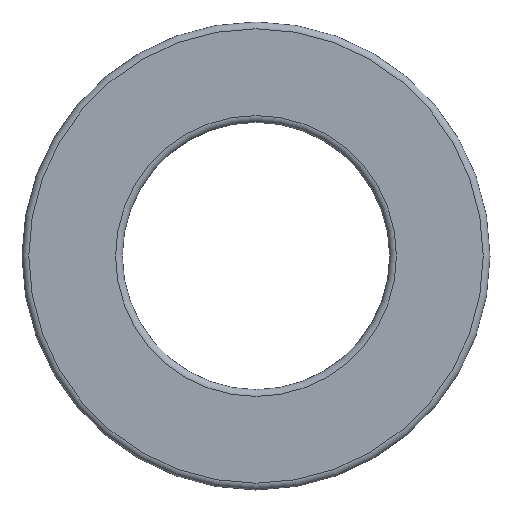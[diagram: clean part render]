
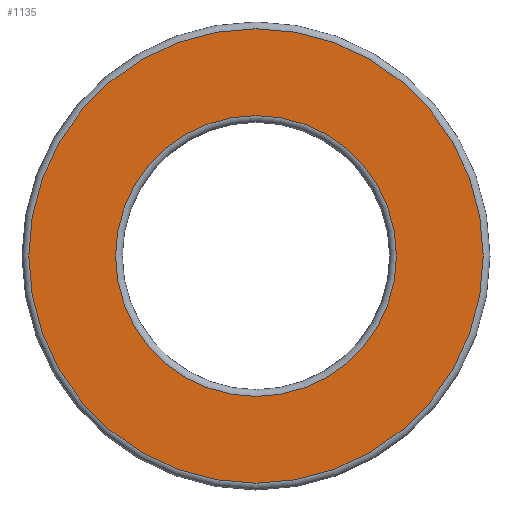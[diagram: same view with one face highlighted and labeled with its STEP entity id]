
A CAD part, left-side view. The second image highlights one B-rep face of the part: STEP entity #1135.
In plain terms, the highlighted planar face has unit normal (-1, 0, 0).
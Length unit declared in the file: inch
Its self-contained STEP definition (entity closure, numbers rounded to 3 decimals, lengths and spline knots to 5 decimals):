
#22 = AXIS2_PLACEMENT_3D ( 'NONE', #596, #51, #64 ) ;
#51 = DIRECTION ( 'NONE',  ( -1., 0., 0. ) ) ;
#64 = DIRECTION ( 'NONE',  ( 0., 0., 1. ) ) ;
#74 = DIRECTION ( 'NONE',  ( 0., 0., 1. ) ) ;
#106 = FACE_BOUND ( 'NONE', #797, .T. ) ;
#116 = VERTEX_POINT ( 'NONE', #595 ) ;
#146 = PLANE ( 'NONE',  #555 ) ;
#161 = CARTESIAN_POINT ( 'NONE',  ( -0.236, 0., 0. ) ) ;
#167 = ORIENTED_EDGE ( 'NONE', *, *, #1054, .F. ) ;
#438 = ORIENTED_EDGE ( 'NONE', *, *, #990, .T. ) ;
#555 = AXIS2_PLACEMENT_3D ( 'NONE', #161, #863, #642 ) ;
#584 = CARTESIAN_POINT ( 'NONE',  ( -0.236, 0., 0.4135 ) ) ;
#595 = CARTESIAN_POINT ( 'NONE',  ( -0.236, 0., 0.669 ) ) ;
#596 = CARTESIAN_POINT ( 'NONE',  ( -0.236, 0., 0. ) ) ;
#611 = VERTEX_POINT ( 'NONE', #584 ) ;
#642 = DIRECTION ( 'NONE',  ( 0., 0., -1. ) ) ;
#666 = CARTESIAN_POINT ( 'NONE',  ( -0.236, 0., 0. ) ) ;
#687 = DIRECTION ( 'NONE',  ( -1., 0., 0. ) ) ;
#782 = CIRCLE ( 'NONE', #1199, 0.4135 ) ;
#797 = EDGE_LOOP ( 'NONE', ( #167 ) ) ;
#863 = DIRECTION ( 'NONE',  ( 1., 0., 0. ) ) ;
#949 = CIRCLE ( 'NONE', #22, 0.669 ) ;
#983 = EDGE_LOOP ( 'NONE', ( #438 ) ) ;
#990 = EDGE_CURVE ( 'NONE', #116, #116, #949, .T. ) ;
#1054 = EDGE_CURVE ( 'NONE', #611, #611, #782, .T. ) ;
#1135 = ADVANCED_FACE ( 'NONE', ( #106, #1181 ), #146, .F. ) ;
#1181 = FACE_OUTER_BOUND ( 'NONE', #983, .T. ) ;
#1199 = AXIS2_PLACEMENT_3D ( 'NONE', #666, #687, #74 ) ;
